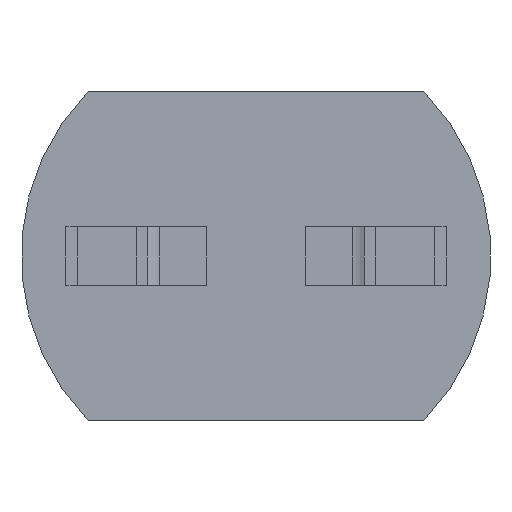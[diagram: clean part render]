
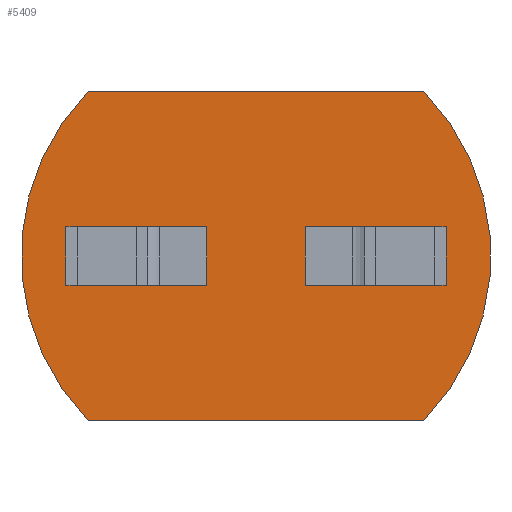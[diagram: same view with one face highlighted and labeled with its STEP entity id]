
A CAD part, front view. The second image highlights one B-rep face of the part: STEP entity #5409.
In plain terms, the highlighted planar face has unit normal (0, -1, 0).
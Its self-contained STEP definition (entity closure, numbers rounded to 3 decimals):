
#768 = DIRECTION ( 'NONE',  ( -1., 0., 0. ) ) ;
#769 = VECTOR ( 'NONE', #768, 1000. ) ;
#770 = CARTESIAN_POINT ( 'NONE',  ( -1.146, 0., 0.25 ) ) ;
#771 = LINE ( 'NONE', #770, #769 ) ;
#772 = CARTESIAN_POINT ( 'NONE',  ( -1.27, 0., 0.25 ) ) ;
#773 = CARTESIAN_POINT ( 'NONE',  ( -0.42, 0., 0.25 ) ) ;
#5320 = ORIENTED_EDGE ( 'NONE', *, *, #5321, .T. ) ;
#5321 = EDGE_CURVE ( 'NONE', #5322, #5323, #19336, .T. ) ;
#5322 = VERTEX_POINT ( 'NONE', #19321 ) ;
#5323 = VERTEX_POINT ( 'NONE', #19320 ) ;
#5400 = ORIENTED_EDGE ( 'NONE', *, *, #5401, .T. ) ;
#5401 = EDGE_CURVE ( 'NONE', #5323, #5402, #19452, .T. ) ;
#5402 = VERTEX_POINT ( 'NONE', #19448 ) ;
#5403 = ORIENTED_EDGE ( 'NONE', *, *, #5404, .F. ) ;
#5404 = EDGE_CURVE ( 'NONE', #5405, #5402, #19447, .T. ) ;
#5405 = VERTEX_POINT ( 'NONE', #19443 ) ;
#5406 = ORIENTED_EDGE ( 'NONE', *, *, #5407, .F. ) ;
#5407 = EDGE_CURVE ( 'NONE', #5322, #5405, #19441, .T. ) ;
#5408 = EDGE_LOOP ( 'NONE', ( #5449, #5447, #5442, #5439 ) ) ;
#5409 = ADVANCED_FACE ( 'NONE', ( #19437, #19436, #19435 ), #19476, .T. ) ;
#5410 = EDGE_LOOP ( 'NONE', ( #5320, #5400, #5403, #5406 ) ) ;
#5419 = EDGE_CURVE ( 'NONE', #5438, #5429, #19532, .T. ) ;
#5421 = EDGE_CURVE ( 'NONE', #5445, #5427, #19571, .T. ) ;
#5422 = EDGE_CURVE ( 'NONE', #5427, #5429, #19567, .T. ) ;
#5427 = VERTEX_POINT ( 'NONE', #19593 ) ;
#5428 = ORIENTED_EDGE ( 'NONE', *, *, #5422, .T. ) ;
#5429 = VERTEX_POINT ( 'NONE', #19588 ) ;
#5434 = ORIENTED_EDGE ( 'NONE', *, *, #5421, .T. ) ;
#5435 = ORIENTED_EDGE ( 'NONE', *, *, #5419, .F. ) ;
#5437 = EDGE_CURVE ( 'NONE', #6041, #5448, #19580, .T. ) ;
#5438 = VERTEX_POINT ( 'NONE', #19572 ) ;
#5439 = ORIENTED_EDGE ( 'NONE', *, *, #5437, .F. ) ;
#5440 = VERTEX_POINT ( 'NONE', #19624 ) ;
#5441 = EDGE_CURVE ( 'NONE', #6040, #5440, #19623, .T. ) ;
#5442 = ORIENTED_EDGE ( 'NONE', *, *, #5450, .T. ) ;
#5443 = ORIENTED_EDGE ( 'NONE', *, *, #5444, .T. ) ;
#5444 = EDGE_CURVE ( 'NONE', #5438, #5445, #19619, .T. ) ;
#5445 = VERTEX_POINT ( 'NONE', #19614 ) ;
#5447 = ORIENTED_EDGE ( 'NONE', *, *, #5441, .T. ) ;
#5448 = VERTEX_POINT ( 'NONE', #19613 ) ;
#5449 = ORIENTED_EDGE ( 'NONE', *, *, #6042, .F. ) ;
#5450 = EDGE_CURVE ( 'NONE', #5440, #5448, #19612, .T. ) ;
#5451 = EDGE_LOOP ( 'NONE', ( #5443, #5434, #5428, #5435 ) ) ;
#6040 = VERTEX_POINT ( 'NONE', #773 ) ;
#6041 = VERTEX_POINT ( 'NONE', #772 ) ;
#6042 = EDGE_CURVE ( 'NONE', #6040, #6041, #771, .T. ) ;
#19320 = CARTESIAN_POINT ( 'NONE',  ( 1.27, 0., 0.25 ) ) ;
#19321 = CARTESIAN_POINT ( 'NONE',  ( 0.42, 0., 0.25 ) ) ;
#19333 = DIRECTION ( 'NONE',  ( 1., 0., 0. ) ) ;
#19334 = VECTOR ( 'NONE', #19333, 1000. ) ;
#19335 = CARTESIAN_POINT ( 'NONE',  ( -1.146, 0., 0.25 ) ) ;
#19336 = LINE ( 'NONE', #19335, #19334 ) ;
#19435 = FACE_OUTER_BOUND ( 'NONE', #5451, .T. ) ;
#19436 = FACE_BOUND ( 'NONE', #5408, .T. ) ;
#19437 = FACE_BOUND ( 'NONE', #5410, .T. ) ;
#19438 = DIRECTION ( 'NONE',  ( 0., 0., -1. ) ) ;
#19439 = VECTOR ( 'NONE', #19438, 1000. ) ;
#19440 = CARTESIAN_POINT ( 'NONE',  ( 0.42, 0., 0.25 ) ) ;
#19441 = LINE ( 'NONE', #19440, #19439 ) ;
#19443 = CARTESIAN_POINT ( 'NONE',  ( 0.42, 0., -0.25 ) ) ;
#19444 = DIRECTION ( 'NONE',  ( 1., 0., 0. ) ) ;
#19445 = VECTOR ( 'NONE', #19444, 1000. ) ;
#19446 = CARTESIAN_POINT ( 'NONE',  ( -1.146, 0., -0.25 ) ) ;
#19447 = LINE ( 'NONE', #19446, #19445 ) ;
#19448 = CARTESIAN_POINT ( 'NONE',  ( 1.27, 0., -0.25 ) ) ;
#19449 = DIRECTION ( 'NONE',  ( 0., 0., -1. ) ) ;
#19450 = VECTOR ( 'NONE', #19449, 1000. ) ;
#19451 = CARTESIAN_POINT ( 'NONE',  ( 1.27, 0., 0.25 ) ) ;
#19452 = LINE ( 'NONE', #19451, #19450 ) ;
#19472 = DIRECTION ( 'NONE',  ( 0., 0., -1. ) ) ;
#19473 = DIRECTION ( 'NONE',  ( 0., -1., 0. ) ) ;
#19474 = CARTESIAN_POINT ( 'NONE',  ( -1.146, 0., 0. ) ) ;
#19475 = AXIS2_PLACEMENT_3D ( 'NONE', #19474, #19473, #19472 ) ;
#19476 = PLANE ( 'NONE',  #19475 ) ;
#19524 = DIRECTION ( 'NONE',  ( 1., 0., 0. ) ) ;
#19525 = VECTOR ( 'NONE', #19524, 1000. ) ;
#19526 = CARTESIAN_POINT ( 'NONE',  ( 0., 0., 1.4 ) ) ;
#19532 = LINE ( 'NONE', #19526, #19525 ) ;
#19563 = DIRECTION ( 'NONE',  ( 0., 0., -1. ) ) ;
#19564 = DIRECTION ( 'NONE',  ( 0., -1., 0. ) ) ;
#19565 = CARTESIAN_POINT ( 'NONE',  ( 0., 0., 0. ) ) ;
#19566 = AXIS2_PLACEMENT_3D ( 'NONE', #19565, #19564, #19563 ) ;
#19567 = CIRCLE ( 'NONE', #19566, 2. ) ;
#19568 = DIRECTION ( 'NONE',  ( 1., 0., 0. ) ) ;
#19569 = VECTOR ( 'NONE', #19568, 1000. ) ;
#19570 = CARTESIAN_POINT ( 'NONE',  ( 0., 0., -1.4 ) ) ;
#19571 = LINE ( 'NONE', #19570, #19569 ) ;
#19572 = CARTESIAN_POINT ( 'NONE',  ( -1.428, 0., 1.4 ) ) ;
#19573 = DIRECTION ( 'NONE',  ( 0., 0., -1. ) ) ;
#19574 = VECTOR ( 'NONE', #19573, 1000. ) ;
#19575 = CARTESIAN_POINT ( 'NONE',  ( -1.27, 0., 0.25 ) ) ;
#19580 = LINE ( 'NONE', #19575, #19574 ) ;
#19588 = CARTESIAN_POINT ( 'NONE',  ( 1.428, 0., 1.4 ) ) ;
#19593 = CARTESIAN_POINT ( 'NONE',  ( 1.428, 0., -1.4 ) ) ;
#19609 = DIRECTION ( 'NONE',  ( -1., 0., 0. ) ) ;
#19610 = VECTOR ( 'NONE', #19609, 1000. ) ;
#19611 = CARTESIAN_POINT ( 'NONE',  ( -1.146, 0., -0.25 ) ) ;
#19612 = LINE ( 'NONE', #19611, #19610 ) ;
#19613 = CARTESIAN_POINT ( 'NONE',  ( -1.27, 0., -0.25 ) ) ;
#19614 = CARTESIAN_POINT ( 'NONE',  ( -1.428, 0., -1.4 ) ) ;
#19615 = DIRECTION ( 'NONE',  ( 0., 0., -1. ) ) ;
#19616 = DIRECTION ( 'NONE',  ( 0., -1., 0. ) ) ;
#19617 = CARTESIAN_POINT ( 'NONE',  ( 0., 0., 0. ) ) ;
#19618 = AXIS2_PLACEMENT_3D ( 'NONE', #19617, #19616, #19615 ) ;
#19619 = CIRCLE ( 'NONE', #19618, 2. ) ;
#19620 = DIRECTION ( 'NONE',  ( 0., 0., -1. ) ) ;
#19621 = VECTOR ( 'NONE', #19620, 1000. ) ;
#19622 = CARTESIAN_POINT ( 'NONE',  ( -0.42, 0., 0.25 ) ) ;
#19623 = LINE ( 'NONE', #19622, #19621 ) ;
#19624 = CARTESIAN_POINT ( 'NONE',  ( -0.42, 0., -0.25 ) ) ;
